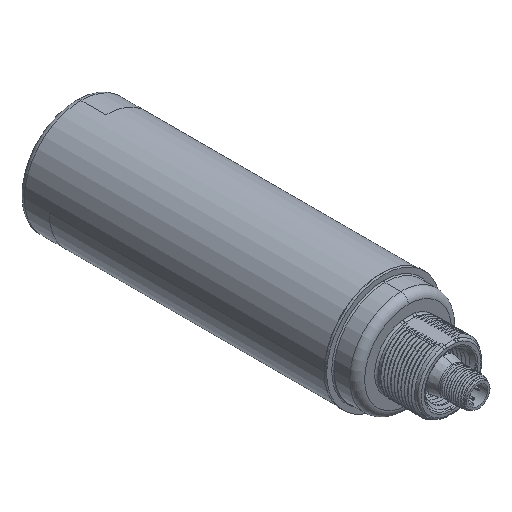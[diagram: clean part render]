
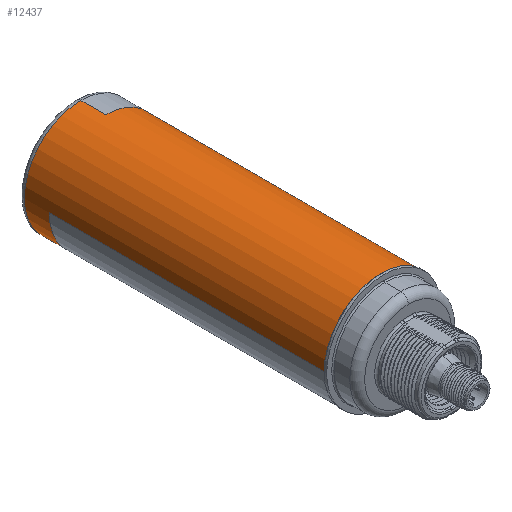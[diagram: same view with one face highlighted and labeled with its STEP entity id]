
A CAD part, isometric view. The second image highlights one B-rep face of the part: STEP entity #12437.
In plain terms, the highlighted cylindrical face has radius 25 mm (diameter 50 mm), a partial arc.
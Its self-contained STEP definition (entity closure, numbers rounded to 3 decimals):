
#20=CARTESIAN_POINT('',(0.,11.909,0.));
#21=DIRECTION('',(0.,1.,0.));
#22=DIRECTION('',(0.,0.,1.));
#23=AXIS2_PLACEMENT_3D('',#20,#21,#22);
#25=DIRECTION('',(0.,1.,0.));
#26=VECTOR('',#25,121.65);
#27=CARTESIAN_POINT('',(25.,11.909,0.));
#28=LINE('',#27,#26);
#34=CARTESIAN_POINT('',(0.,133.559,0.));
#35=DIRECTION('',(0.,1.,0.));
#36=DIRECTION('',(0.,0.,-1.));
#37=AXIS2_PLACEMENT_3D('',#34,#35,#36);
#39=DIRECTION('',(0.,1.,0.));
#40=VECTOR('',#39,121.65);
#41=CARTESIAN_POINT('',(-25.,11.909,0.));
#42=LINE('',#41,#40);
#43=DIRECTION('',(0.,1.,0.));
#44=VECTOR('',#43,11.);
#45=CARTESIAN_POINT('',(0.,133.559,-25.));
#46=LINE('',#45,#44);
#47=CARTESIAN_POINT('',(0.,144.559,0.));
#48=DIRECTION('',(0.,1.,0.));
#49=DIRECTION('',(0.,0.,-1.));
#50=AXIS2_PLACEMENT_3D('',#47,#48,#49);
#52=DIRECTION('',(0.,1.,0.));
#53=VECTOR('',#52,11.);
#54=CARTESIAN_POINT('',(0.,133.559,25.));
#55=LINE('',#54,#53);
#56=CARTESIAN_POINT('',(0.,133.559,0.));
#57=DIRECTION('',(0.,1.,0.));
#58=DIRECTION('',(0.,0.,1.));
#59=AXIS2_PLACEMENT_3D('',#56,#57,#58);
#86=CARTESIAN_POINT('',(0.,11.909,0.));
#87=DIRECTION('',(0.,1.,0.));
#88=DIRECTION('',(-1.,0.,0.));
#89=AXIS2_PLACEMENT_3D('',#86,#87,#88);
#12338=CARTESIAN_POINT('',(-25.,11.909,0.));
#12340=VERTEX_POINT('',#12338);
#12341=CARTESIAN_POINT('',(0.,11.909,
25.));
#12342=VERTEX_POINT('',#12341);
#12343=CARTESIAN_POINT('',(25.,11.909,0.));
#12344=VERTEX_POINT('',#12343);
#12349=CARTESIAN_POINT('',(0.,144.559,-25.));
#12350=CARTESIAN_POINT('',(0.,144.559,25.));
#12351=VERTEX_POINT('',#12349);
#12352=VERTEX_POINT('',#12350);
#12353=CARTESIAN_POINT('',(0.,133.559,-25.));
#12354=CARTESIAN_POINT('',(-25.,133.559,0.));
#12355=VERTEX_POINT('',#12353);
#12356=VERTEX_POINT('',#12354);
#12357=CARTESIAN_POINT('',(0.,133.559,25.));
#12358=CARTESIAN_POINT('',(25.,133.559,0.));
#12359=VERTEX_POINT('',#12357);
#12360=VERTEX_POINT('',#12358);
#12419=CARTESIAN_POINT('',(0.,11.9,0.));
#12420=DIRECTION('',(0.,1.,0.));
#12421=DIRECTION('',(1.,0.,0.));
#12422=AXIS2_PLACEMENT_3D('',#12419,#12420,#12421);
#12423=CYLINDRICAL_SURFACE('',#12422,25.);
#12424=ORIENTED_EDGE('',*,*,#12411,.T.);
#12425=ORIENTED_EDGE('',*,*,#12409,.F.);
#12426=ORIENTED_EDGE('',*,*,#12407,.T.);
#12428=ORIENTED_EDGE('',*,*,#12427,.T.);
#12429=ORIENTED_EDGE('',*,*,#12403,.F.);
#12430=ORIENTED_EDGE('',*,*,#12401,.T.);
#12431=ORIENTED_EDGE('',*,*,#12399,.F.);
#12432=ORIENTED_EDGE('',*,*,#12389,.F.);
#12434=ORIENTED_EDGE('',*,*,#12433,.F.);
#12435=EDGE_LOOP('',(#12424,#12425,#12426,#12428,#12429,#12430,#12431,#12432,
#12434));
#12436=FACE_OUTER_BOUND('',#12435,.F.);
#12437=ADVANCED_FACE('',(#12436),#12423,.T.);
#24=CIRCLE('',#23,25.);
#38=CIRCLE('',#37,25.);
#51=CIRCLE('',#50,25.);
#60=CIRCLE('',#59,25.);
#90=CIRCLE('',#89,25.);
#12389=EDGE_CURVE('',#12342,#12344,#24,.T.);
#12399=EDGE_CURVE('',#12344,#12360,#28,.T.);
#12401=EDGE_CURVE('',#12359,#12360,#60,.T.);
#12403=EDGE_CURVE('',#12359,#12352,#55,.T.);
#12407=EDGE_CURVE('',#12355,#12351,#46,.T.);
#12409=EDGE_CURVE('',#12355,#12356,#38,.T.);
#12411=EDGE_CURVE('',#12340,#12356,#42,.T.);
#12427=EDGE_CURVE('',#12351,#12352,#51,.T.);
#12433=EDGE_CURVE('',#12340,#12342,#90,.T.);
